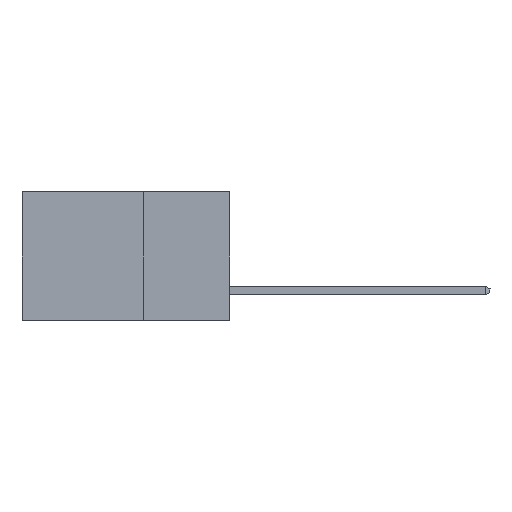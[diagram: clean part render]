
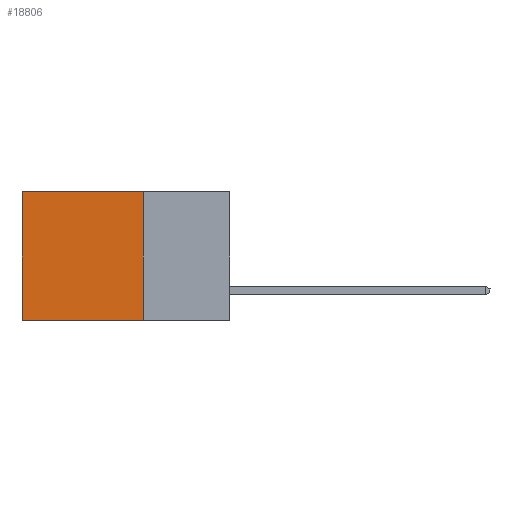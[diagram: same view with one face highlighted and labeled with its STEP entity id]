
A CAD part, left-side view. The second image highlights one B-rep face of the part: STEP entity #18806.
In plain terms, the highlighted planar face has unit normal (-1, 0, 0).
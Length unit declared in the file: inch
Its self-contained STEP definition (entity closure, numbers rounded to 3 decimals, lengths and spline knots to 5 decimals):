
#752 = EDGE_CURVE ( 'NONE', #13182, #6075, #7779, .T. ) ;
#787 = FACE_OUTER_BOUND ( 'NONE', #6919, .T. ) ;
#852 = LINE ( 'NONE', #8733, #9863 ) ;
#2684 = CARTESIAN_POINT ( 'NONE',  ( 0.2615, 0.6, 0. ) ) ;
#2688 = AXIS2_PLACEMENT_3D ( 'NONE', #7312, #19795, #19686 ) ;
#3502 = DIRECTION ( 'NONE',  ( 0., 1., 0. ) ) ;
#4615 = VECTOR ( 'NONE', #3502, 39.37008 ) ;
#4748 = DIRECTION ( 'NONE',  ( 0., 0., -1. ) ) ;
#4985 = ORIENTED_EDGE ( 'NONE', *, *, #752, .T. ) ;
#6075 = VERTEX_POINT ( 'NONE', #15271 ) ;
#6292 = DIRECTION ( 'NONE',  ( 0., 1., 0. ) ) ;
#6919 = EDGE_LOOP ( 'NONE', ( #4985, #19144, #7408, #10672 ) ) ;
#7309 = CARTESIAN_POINT ( 'NONE',  ( 0.2615, 0.25, -0.37 ) ) ;
#7312 = CARTESIAN_POINT ( 'NONE',  ( 0.2615, 0.25, -0.37 ) ) ;
#7408 = ORIENTED_EDGE ( 'NONE', *, *, #16129, .F. ) ;
#7779 = LINE ( 'NONE', #18916, #12344 ) ;
#8268 = LINE ( 'NONE', #11172, #4615 ) ;
#8733 = CARTESIAN_POINT ( 'NONE',  ( 0.2615, 0.25, -0.37 ) ) ;
#9510 = CARTESIAN_POINT ( 'NONE',  ( 0.2615, 0.25, -0.37 ) ) ;
#9863 = VECTOR ( 'NONE', #12019, 39.37008 ) ;
#10672 = ORIENTED_EDGE ( 'NONE', *, *, #18089, .T. ) ;
#11172 = CARTESIAN_POINT ( 'NONE',  ( 0.2615, 0.25, 0. ) ) ;
#12019 = DIRECTION ( 'NONE',  ( 0., 0., -1. ) ) ;
#12344 = VECTOR ( 'NONE', #4748, 39.37008 ) ;
#13182 = VERTEX_POINT ( 'NONE', #2684 ) ;
#15271 = CARTESIAN_POINT ( 'NONE',  ( 0.2615, 0.6, -0.37 ) ) ;
#16051 = EDGE_CURVE ( 'NONE', #18403, #6075, #17231, .T. ) ;
#16129 = EDGE_CURVE ( 'NONE', #20064, #18403, #852, .T. ) ;
#16724 = CARTESIAN_POINT ( 'NONE',  ( 0.2615, 0.25, 0. ) ) ;
#17231 = LINE ( 'NONE', #9510, #17748 ) ;
#17748 = VECTOR ( 'NONE', #6292, 39.37008 ) ;
#18089 = EDGE_CURVE ( 'NONE', #20064, #13182, #8268, .T. ) ;
#18403 = VERTEX_POINT ( 'NONE', #7309 ) ;
#18806 = ADVANCED_FACE ( 'NONE', ( #787 ), #20101, .F. ) ;
#18916 = CARTESIAN_POINT ( 'NONE',  ( 0.2615, 0.6, -0.37 ) ) ;
#19144 = ORIENTED_EDGE ( 'NONE', *, *, #16051, .F. ) ;
#19686 = DIRECTION ( 'NONE',  ( 0., 0., -1. ) ) ;
#19795 = DIRECTION ( 'NONE',  ( 1., 0., 0. ) ) ;
#20064 = VERTEX_POINT ( 'NONE', #16724 ) ;
#20101 = PLANE ( 'NONE',  #2688 ) ;
